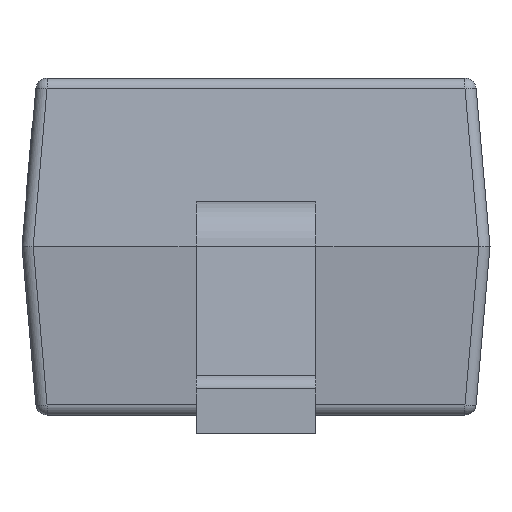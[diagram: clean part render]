
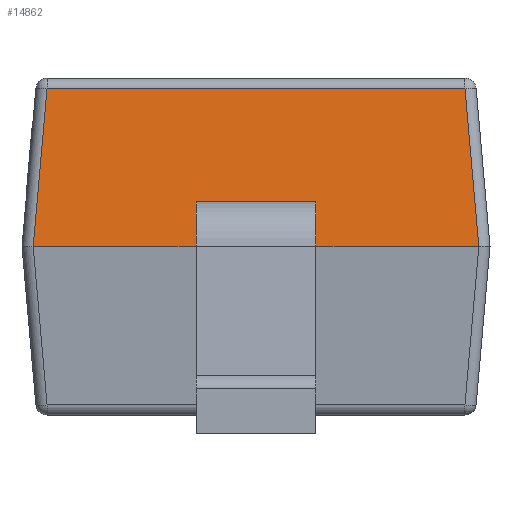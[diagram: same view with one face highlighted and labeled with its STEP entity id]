
A CAD part, left-side view. The second image highlights one B-rep face of the part: STEP entity #14862.
In plain terms, the highlighted planar face has unit normal (-0.996, 0, 0.087).
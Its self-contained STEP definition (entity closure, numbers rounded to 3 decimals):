
#3 = CARTESIAN_POINT ( 'NONE',  ( -0.85, 0.16, 0. ) ) ;
#38 = AXIS2_PLACEMENT_3D ( 'NONE', #7477, #4468, #11217 ) ;
#189 = VERTEX_POINT ( 'NONE', #4713 ) ;
#324 = VECTOR ( 'NONE', #9336, 1000. ) ;
#740 = CARTESIAN_POINT ( 'NONE',  ( -0.85, 0.595, -0.003 ) ) ;
#915 = EDGE_CURVE ( 'NONE', #15052, #16706, #3383, .T. ) ;
#1041 = ORIENTED_EDGE ( 'NONE', *, *, #15581, .T. ) ;
#1388 = LINE ( 'NONE', #6790, #12236 ) ;
#1610 = DIRECTION ( 'NONE',  ( 0.087, 0.087, 0.992 ) ) ;
#1897 = FACE_OUTER_BOUND ( 'NONE', #5624, .T. ) ;
#2463 = VERTEX_POINT ( 'NONE', #2999 ) ;
#2999 = CARTESIAN_POINT ( 'NONE',  ( -0.84, 0.16, 0.12 ) ) ;
#3056 = DIRECTION ( 'NONE',  ( 0., 1., 0. ) ) ;
#3181 = CARTESIAN_POINT ( 'NONE',  ( -0.85, 0.625, 0. ) ) ;
#3383 = LINE ( 'NONE', #740, #16495 ) ;
#3700 = EDGE_CURVE ( 'NONE', #6012, #2463, #4734, .T. ) ;
#4077 = CARTESIAN_POINT ( 'NONE',  ( -0.84, -0.16, 0.12 ) ) ;
#4456 = VECTOR ( 'NONE', #7164, 1000. ) ;
#4468 = DIRECTION ( 'NONE',  ( -0.996, 0., 0.087 ) ) ;
#4713 = CARTESIAN_POINT ( 'NONE',  ( -0.813, -0.558, 0.423 ) ) ;
#4734 = LINE ( 'NONE', #10154, #16663 ) ;
#5226 = EDGE_CURVE ( 'NONE', #6505, #189, #16372, .T. ) ;
#5237 = VECTOR ( 'NONE', #3056, 1000. ) ;
#5547 = CARTESIAN_POINT ( 'NONE',  ( -0.813, 0.586, 0.423 ) ) ;
#5583 = ORIENTED_EDGE ( 'NONE', *, *, #13775, .F. ) ;
#5624 = EDGE_LOOP ( 'NONE', ( #11326, #9669, #16907, #9086, #10823, #5583, #1041, #15704 ) ) ;
#5680 = VECTOR ( 'NONE', #17011, 1000. ) ;
#5714 = EDGE_CURVE ( 'NONE', #189, #15052, #12467, .T. ) ;
#6012 = VERTEX_POINT ( 'NONE', #3 ) ;
#6147 = DIRECTION ( 'NONE',  ( -0.087, 0.087, -0.992 ) ) ;
#6505 = VERTEX_POINT ( 'NONE', #9786 ) ;
#6790 = CARTESIAN_POINT ( 'NONE',  ( -0.85, 0.625, 0. ) ) ;
#7164 = DIRECTION ( 'NONE',  ( 0., -1., 0. ) ) ;
#7477 = CARTESIAN_POINT ( 'NONE',  ( -0.85, 0.625, 0. ) ) ;
#8403 = CARTESIAN_POINT ( 'NONE',  ( -0.85, -0.16, 0. ) ) ;
#9086 = ORIENTED_EDGE ( 'NONE', *, *, #3700, .T. ) ;
#9336 = DIRECTION ( 'NONE',  ( 0.087, 0., 0.996 ) ) ;
#9429 = CARTESIAN_POINT ( 'NONE',  ( -0.84, 0.625, 0.12 ) ) ;
#9669 = ORIENTED_EDGE ( 'NONE', *, *, #915, .T. ) ;
#9786 = CARTESIAN_POINT ( 'NONE',  ( -0.85, -0.595, 0. ) ) ;
#10154 = CARTESIAN_POINT ( 'NONE',  ( -0.85, 0.16, 0. ) ) ;
#10823 = ORIENTED_EDGE ( 'NONE', *, *, #13796, .T. ) ;
#11217 = DIRECTION ( 'NONE',  ( 0.087, 0., 0.996 ) ) ;
#11326 = ORIENTED_EDGE ( 'NONE', *, *, #5714, .T. ) ;
#11458 = CARTESIAN_POINT ( 'NONE',  ( -0.85, 0.595, 0. ) ) ;
#12095 = LINE ( 'NONE', #17431, #324 ) ;
#12224 = DIRECTION ( 'NONE',  ( 0., -1., 0. ) ) ;
#12236 = VECTOR ( 'NONE', #12224, 1000. ) ;
#12467 = LINE ( 'NONE', #5547, #5237 ) ;
#13479 = EDGE_CURVE ( 'NONE', #16706, #6012, #16777, .T. ) ;
#13745 = CARTESIAN_POINT ( 'NONE',  ( -0.841, -0.586, 0.105 ) ) ;
#13775 = EDGE_CURVE ( 'NONE', #17277, #14199, #12095, .T. ) ;
#13796 = EDGE_CURVE ( 'NONE', #2463, #14199, #14712, .T. ) ;
#14154 = VECTOR ( 'NONE', #1610, 1000. ) ;
#14199 = VERTEX_POINT ( 'NONE', #4077 ) ;
#14712 = LINE ( 'NONE', #9429, #5680 ) ;
#14720 = CARTESIAN_POINT ( 'NONE',  ( -0.813, 0.558, 0.423 ) ) ;
#14862 = ADVANCED_FACE ( 'NONE', ( #1897 ), #15356, .T. ) ;
#15052 = VERTEX_POINT ( 'NONE', #14720 ) ;
#15356 = PLANE ( 'NONE',  #38 ) ;
#15581 = EDGE_CURVE ( 'NONE', #17277, #6505, #1388, .T. ) ;
#15625 = DIRECTION ( 'NONE',  ( 0.087, 0., 0.996 ) ) ;
#15704 = ORIENTED_EDGE ( 'NONE', *, *, #5226, .T. ) ;
#16372 = LINE ( 'NONE', #13745, #14154 ) ;
#16495 = VECTOR ( 'NONE', #6147, 1000. ) ;
#16663 = VECTOR ( 'NONE', #15625, 1000. ) ;
#16706 = VERTEX_POINT ( 'NONE', #11458 ) ;
#16777 = LINE ( 'NONE', #3181, #4456 ) ;
#16907 = ORIENTED_EDGE ( 'NONE', *, *, #13479, .T. ) ;
#17011 = DIRECTION ( 'NONE',  ( 0., -1., 0. ) ) ;
#17277 = VERTEX_POINT ( 'NONE', #8403 ) ;
#17431 = CARTESIAN_POINT ( 'NONE',  ( -0.85, -0.16, 0. ) ) ;
